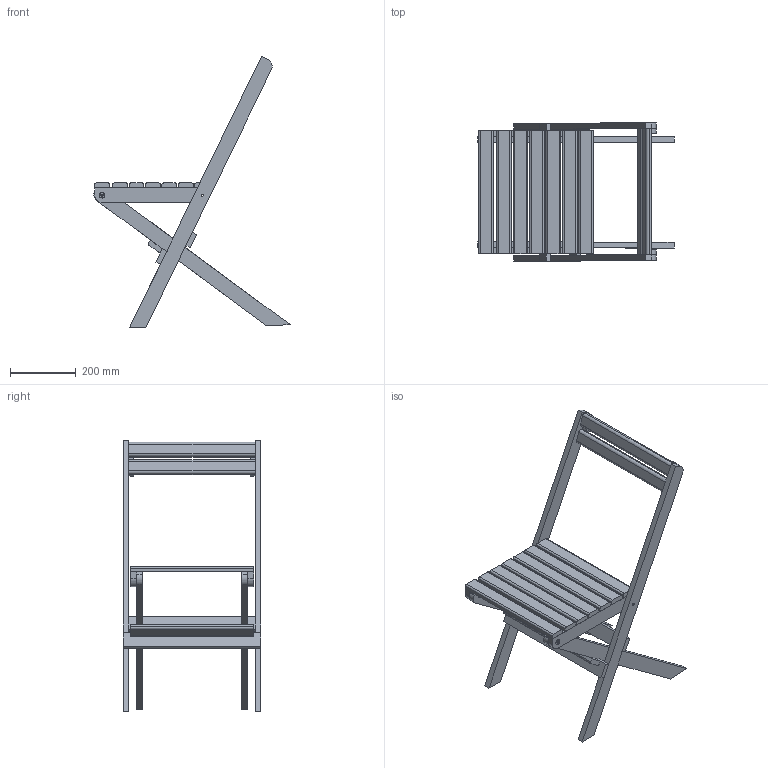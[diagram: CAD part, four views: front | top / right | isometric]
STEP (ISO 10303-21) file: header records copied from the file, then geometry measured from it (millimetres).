
FILE_DESCRIPTION(('FreeCAD Model'),'2;1');
FILE_NAME('Open CASCADE Shape Model','2023-04-12T06:02:42',(''),(''), 'Open CASCADE STEP processor 7.6','FreeCAD','Unknown');
FILE_SCHEMA(('AUTOMOTIVE_DESIGN { 1 0 10303 214 1 1 1 1 }'));
Length unit declared in the file: millimetre
Products named in the file (11): Cadeira; Encosto; 92 x 4,5 x 1,8; 42 x 4,5 x 1,5; Anteparo; 38,4 X 4,5 X 1,5; Assento; 35 x 4,5 x 1,8; 37,5 x 4,5 x 1,5; Pe; 72 x 4,5 x 1,8
Assembly tree (23 placements, depth 3):
  Cadeira
    Encosto
      92 x 4,5 x 1,8  x2
      42 x 4,5 x 1,5  x2
      Anteparo  x2
      38,4 X 4,5 X 1,5  x2
    Assento
      35 x 4,5 x 1,8  x2
      37,5 x 4,5 x 1,5  x7
    Pe
      72 x 4,5 x 1,8  x2
      37,5 x 4,5 x 1,5
Bounding box: 597.43 x 420 x 827.46 mm (x, y, z)
Volume: 6236991.3 mm3; surface area: 1065966.8 mm2
Topology: 20 solids, 20 shells, 206 faces, 450 edges, 292 vertices
Faces by surface type: plane 158, cylinder 48
Full cylindrical faces by diameter (mm): 7 x8, 15 x4, 17 x2, 20 x2
Entity records: 4748 total; most frequent: CARTESIAN_POINT 786, DIRECTION 745, LINE 441, VECTOR 441, ORIENTED_EDGE 342, PCURVE 342, DEFINITIONAL_REPRESENTATION 342, EDGE_CURVE 171
